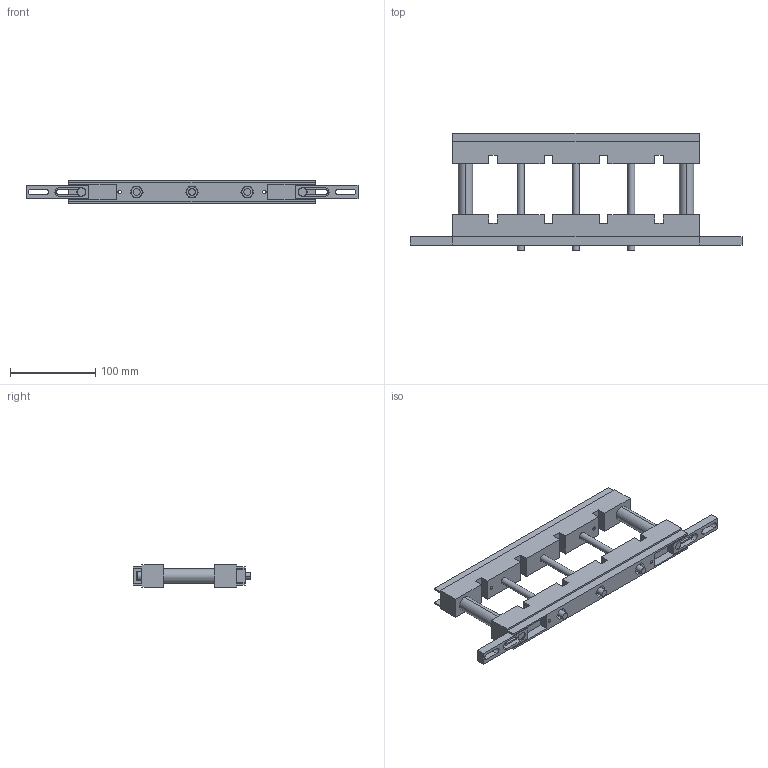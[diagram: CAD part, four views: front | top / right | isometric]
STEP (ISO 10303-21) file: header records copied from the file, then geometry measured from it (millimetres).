
FILE_DESCRIPTION(('STEP AP203'),'1');
FILE_NAME('rcbs1-10tn.stp','2024-06-09T21:14:21',('TraceParts'),('TraceParts S.A.'),'Spatial InterOp 3D',' ',' ');
FILE_SCHEMA(('CONFIG_CONTROL_DESIGN'));
Length unit declared in the file: millimetre
Products named in the file (1): 1
Bounding box: 390 x 137.6 x 26 mm (x, y, z)
Volume: 484316.7 mm3; surface area: 129572.6 mm2
Topology: 16 solids, 16 shells, 406 faces, 970 edges, 612 vertices
Faces by surface type: plane 242, cylinder 84, cone 72, torus 8
Entity records: 12132 total; most frequent: CARTESIAN_POINT 2528, DIRECTION 1972, ORIENTED_EDGE 1932, EDGE_CURVE 966, AXIS2_PLACEMENT_3D 680, VERTEX_POINT 612, LINE 612, VECTOR 612
